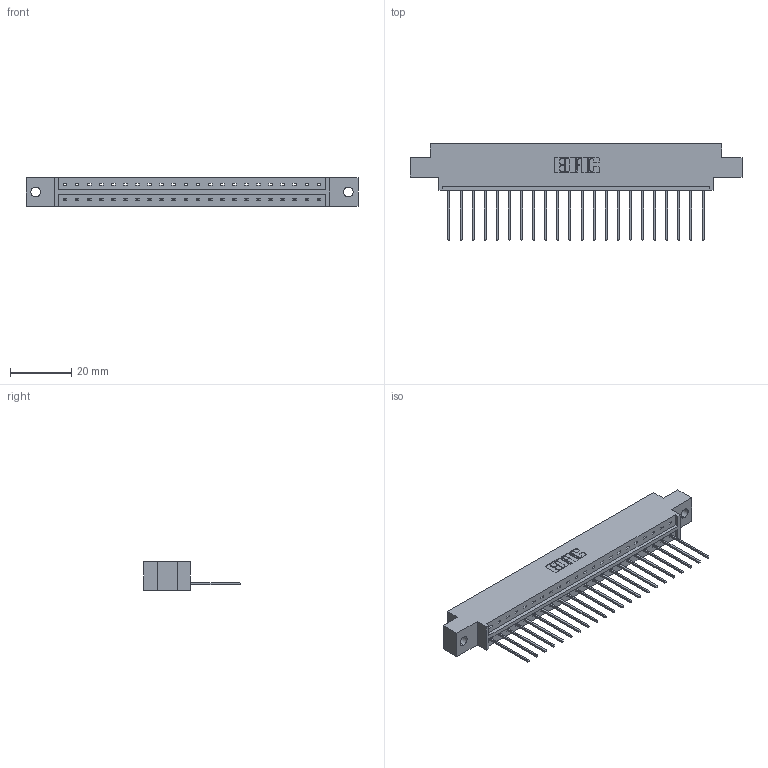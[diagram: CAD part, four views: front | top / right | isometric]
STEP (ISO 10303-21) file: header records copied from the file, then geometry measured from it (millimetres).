
FILE_DESCRIPTION (( 'STEP AP203' ), '1' );
FILE_NAME ('833-022-542-602.STEP', '2020-06-01T17:23:30', ( '' ), ( '' ), 'SwSTEP 2.0', 'SolidWorks 2020', '' );
FILE_SCHEMA (( 'CONFIG_CONTROL_DESIGN' ));
Length unit declared in the file: inch
Products named in the file (3): 345-292-001_345-293-142; 833-022-542-602; 833 Part_Offset - .128 Dia
Assembly tree (23 placements, depth 2):
  833-022-542-602
    833 Part_Offset - .128 Dia
    345-292-001_345-293-142  x22
Bounding box: 108.71 x 31.63 x 9.4 mm (x, y, z)
Volume: 10552 mm3; surface area: 11534.2 mm2
Topology: 23 solids, 23 shells, 1394 faces, 4195 edges, 2766 vertices
Faces by surface type: plane 998, cylinder 396
Entity records: 16189 total; most frequent: CARTESIAN_POINT 2804, ORIENTED_EDGE 2762, DIRECTION 2405, EDGE_CURVE 1381, LINE 1253, VECTOR 1253, VERTEX_POINT 918, AXIS2_PLACEMENT_3D 576
